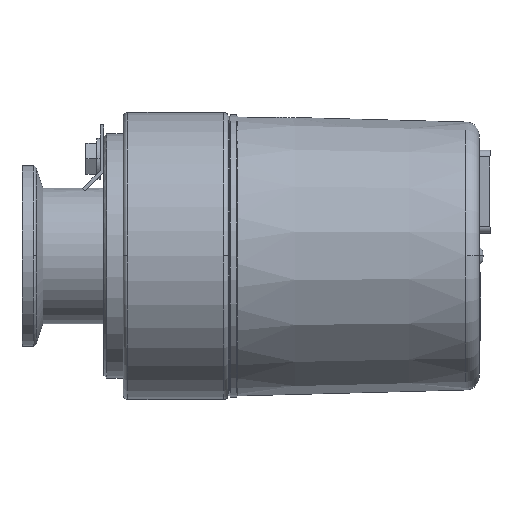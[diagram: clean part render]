
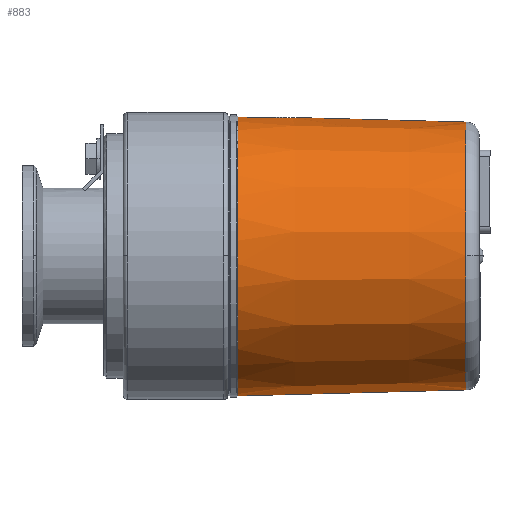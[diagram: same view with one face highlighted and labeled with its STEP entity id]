
A CAD part, top view. The second image highlights one B-rep face of the part: STEP entity #883.
In plain terms, the highlighted conical face has half-angle 1.5 degrees and reference radius 30.29 mm.
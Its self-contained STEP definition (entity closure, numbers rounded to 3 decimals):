
#176=CARTESIAN_POINT('',(98.188,29.629,0.0));
#177=VERTEX_POINT('',#176);
#185=CARTESIAN_POINT('',(98.188,0.,29.629));
#186=VERTEX_POINT('',#185);
#187=CARTESIAN_POINT('',(98.188,0.0,0.0));
#188=DIRECTION('',(1.0,0.0,0.0));
#189=DIRECTION('',(0.0,1.0,0.0));
#190=AXIS2_PLACEMENT_3D('',#187,#188,#189);
#191=CIRCLE('',#190,29.629);
#192=EDGE_CURVE('',#177,#186,#191,.T.);
#246=CARTESIAN_POINT('',(47.754,-30.95,0.));
#247=VERTEX_POINT('',#246);
#254=CARTESIAN_POINT('',(47.754,30.728,3.7));
#255=VERTEX_POINT('',#254);
#256=CARTESIAN_POINT('',(47.754,0.0,0.0));
#257=DIRECTION('',(1.0,0.0,0.0));
#258=DIRECTION('',(0.0,1.0,0.0));
#259=AXIS2_PLACEMENT_3D('',#256,#257,#258);
#260=CIRCLE('',#259,30.95);
#261=EDGE_CURVE('',#255,#247,#260,.T.);
#828=CARTESIAN_POINT('',(72.971,0.0,0.0));
#829=DIRECTION('',(-1.0,0.0,0.0));
#830=DIRECTION('',(0.0,1.0,0.0));
#831=AXIS2_PLACEMENT_3D('',#828,#829,#830);
#832=CONICAL_SURFACE('',#831,30.29,1.5);
#833=CARTESIAN_POINT('',(60.154,30.625,0.));
#834=VERTEX_POINT('',#833);
#835=CARTESIAN_POINT('',(60.154,30.625,0.));
#836=DIRECTION('',(1.,-0.026,0.));
#837=VECTOR('',#836,38.047);
#838=LINE('',#835,#837);
#839=EDGE_CURVE('',#834,#177,#838,.T.);
#840=ORIENTED_EDGE('',*,*,#839,.F.);
#841=CARTESIAN_POINT('',(56.454,30.499,3.7));
#842=VERTEX_POINT('',#841);
#843=CARTESIAN_POINT('',(60.154,30.625,0.));
#844=CARTESIAN_POINT('',(60.154,30.625,0.464));
#845=CARTESIAN_POINT('',(60.061,30.616,0.959));
#846=CARTESIAN_POINT('',(59.685,30.584,1.869));
#847=CARTESIAN_POINT('',(59.401,30.562,2.285));
#848=CARTESIAN_POINT('',(58.747,30.523,2.941));
#849=CARTESIAN_POINT('',(58.332,30.504,3.226));
#850=CARTESIAN_POINT('',(57.424,30.485,3.605));
#851=CARTESIAN_POINT('',(56.929,30.486,3.699));
#852=CARTESIAN_POINT('',(56.462,30.498,3.7));
#853=CARTESIAN_POINT('',(56.458,30.498,3.7));
#854=CARTESIAN_POINT('',(56.454,30.499,3.7));
#855=B_SPLINE_CURVE_WITH_KNOTS('',3,(#843,#844,#845,#846,#847,#848,#849,#850,#851,#852,#853,#854),.UNSPECIFIED.,.F.,.U.,(4,2,2,2,2,4),(0.557,0.696,0.835,0.974,1.113,1.114),.UNSPECIFIED.);
#856=EDGE_CURVE('',#834,#842,#855,.T.);
#857=ORIENTED_EDGE('',*,*,#856,.T.);
#858=CARTESIAN_POINT('',(56.454,30.499,3.7));
#859=DIRECTION('',(-1.,0.026,0.));
#860=VECTOR('',#859,8.703);
#861=LINE('',#858,#860);
#862=EDGE_CURVE('',#842,#255,#861,.T.);
#863=ORIENTED_EDGE('',*,*,#862,.T.);
#864=ORIENTED_EDGE('',*,*,#261,.T.);
#865=CARTESIAN_POINT('',(98.188,-29.629,0.));
#866=VERTEX_POINT('',#865);
#867=CARTESIAN_POINT('',(98.188,-29.629,0.));
#868=DIRECTION('',(-1.,-0.026,0.));
#869=VECTOR('',#868,50.452);
#870=LINE('',#867,#869);
#871=EDGE_CURVE('',#866,#247,#870,.T.);
#872=ORIENTED_EDGE('',*,*,#871,.F.);
#873=CARTESIAN_POINT('',(98.188,0.0,0.0));
#874=DIRECTION('',(1.0,0.0,0.0));
#875=DIRECTION('',(0.0,1.0,0.0));
#876=AXIS2_PLACEMENT_3D('',#873,#874,#875);
#877=CIRCLE('',#876,29.629);
#878=EDGE_CURVE('',#186,#866,#877,.T.);
#879=ORIENTED_EDGE('',*,*,#878,.F.);
#880=ORIENTED_EDGE('',*,*,#192,.F.);
#881=EDGE_LOOP('',(#840,#857,#863,#864,#872,#879,#880));
#882=FACE_OUTER_BOUND('',#881,.T.);
#883=ADVANCED_FACE('',(#882),#832,.T.);
